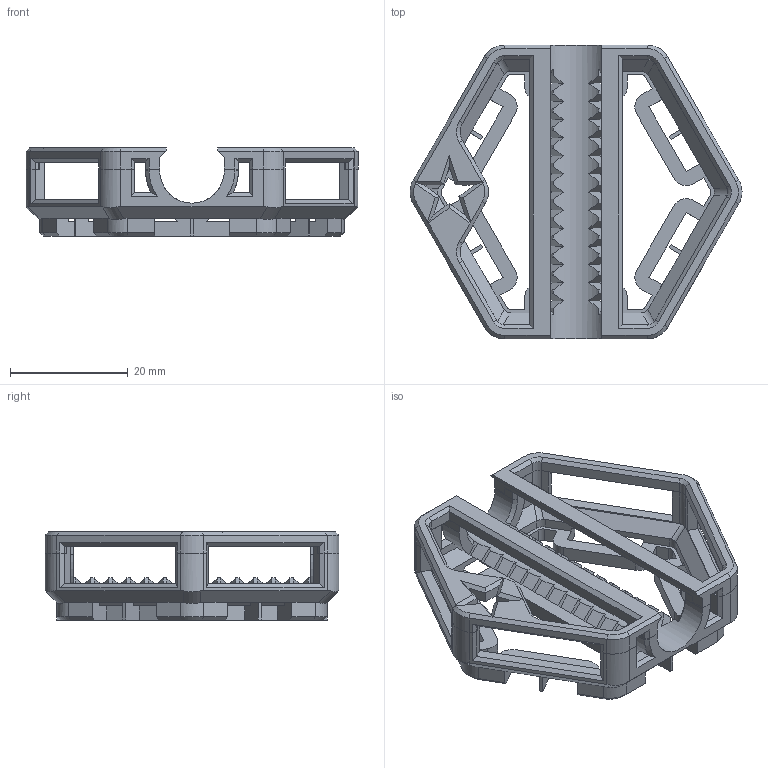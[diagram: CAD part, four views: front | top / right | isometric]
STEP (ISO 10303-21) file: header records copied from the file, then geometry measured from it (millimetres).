
FILE_DESCRIPTION(/* description */ (''),/* implementation_level */ '2;1');
FILE_NAME(/* name */ 'Holographic Hypertile v16.step',/* time_stamp */ '2023-05-13T16:12:22-06:00',/* author */ (''),/* organization */ (''),/* preprocessor_version */ 'ST-DEVELOPER v19.2',/* originating_system */ 'Autodesk Translation Framework v12.4.0.73',/* authorisation */ '');
FILE_SCHEMA (('AUTOMOTIVE_DESIGN { 1 0 10303 214 3 1 1 }'));
Length unit declared in the file: millimetre
Products named in the file (1): Holographic Hypertile
Bounding box: 56.5 x 50 x 15 mm (x, y, z)
Volume: 7268.7 mm3; surface area: 8948 mm2
Topology: 3 solids, 3 shells, 604 faces, 1730 edges, 1114 vertices
Faces by surface type: plane 487, cylinder 89, cone 28
Entity records: 19527 total; most frequent: CARTESIAN_POINT 3469, ORIENTED_EDGE 3460, DIRECTION 3226, EDGE_CURVE 1730, LINE 1428, VECTOR 1428, VERTEX_POINT 1114, AXIS2_PLACEMENT_3D 899
